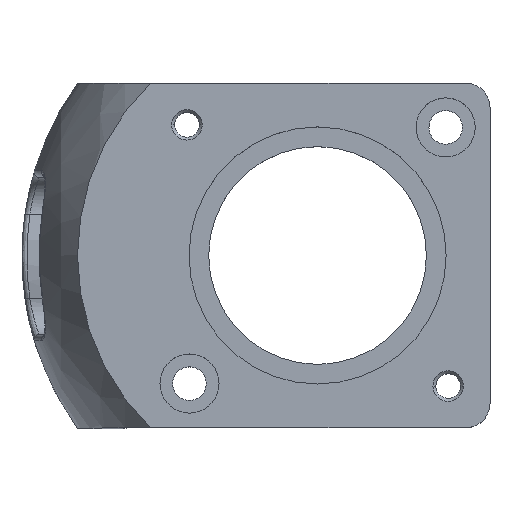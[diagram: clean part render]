
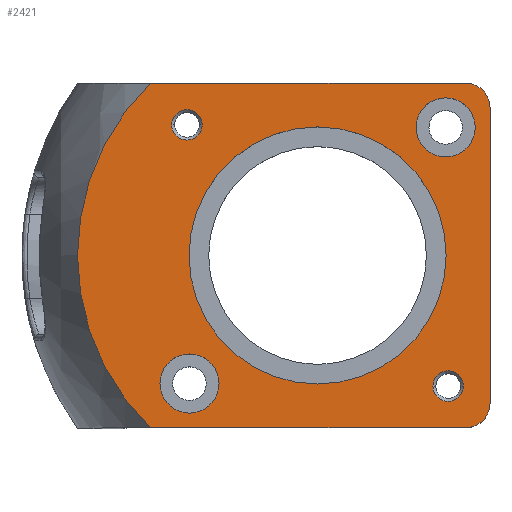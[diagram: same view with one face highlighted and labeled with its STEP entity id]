
A CAD part, top view. The second image highlights one B-rep face of the part: STEP entity #2421.
In plain terms, the highlighted planar face has unit normal (0, 0, 1).
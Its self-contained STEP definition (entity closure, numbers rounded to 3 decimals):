
#4 = VERTEX_POINT ( 'NONE', #2924 ) ;
#7 = VERTEX_POINT ( 'NONE', #3921 ) ;
#32 = AXIS2_PLACEMENT_3D ( 'NONE', #1153, #2551, #549 ) ;
#34 = CIRCLE ( 'NONE', #2641, 13.05 ) ;
#52 = AXIS2_PLACEMENT_3D ( 'NONE', #459, #3903, #224 ) ;
#86 = ORIENTED_EDGE ( 'NONE', *, *, #3829, .F. ) ;
#91 = DIRECTION ( 'NONE',  ( 1., 0., 0. ) ) ;
#113 = CARTESIAN_POINT ( 'NONE',  ( -32.5, 215.5, 169.5 ) ) ;
#139 = DIRECTION ( 'NONE',  ( -1., 0., 0. ) ) ;
#142 = ORIENTED_EDGE ( 'NONE', *, *, #259, .F. ) ;
#146 = DIRECTION ( 'NONE',  ( 0., 0., 1. ) ) ;
#176 = CIRCLE ( 'NONE', #880, 24.367 ) ;
#205 = CARTESIAN_POINT ( 'NONE',  ( -20., 198., 169.5 ) ) ;
#224 = DIRECTION ( 'NONE',  ( -1., 0., 0. ) ) ;
#229 = CARTESIAN_POINT ( 'NONE',  ( -5., 180.5, 169.5 ) ) ;
#259 = EDGE_CURVE ( 'NONE', #1930, #1488, #2231, .T. ) ;
#267 = EDGE_CURVE ( 'NONE', #2973, #718, #2883, .T. ) ;
#295 = CARTESIAN_POINT ( 'NONE',  ( -7., 211., 169.5 ) ) ;
#377 = CIRCLE ( 'NONE', #4356, 1.55 ) ;
#400 = DIRECTION ( 'NONE',  ( 1., 0., 0. ) ) ;
#403 = CARTESIAN_POINT ( 'NONE',  ( -6.742, 184.742, 169.5 ) ) ;
#443 = DIRECTION ( 'NONE',  ( 0., 0., -1. ) ) ;
#445 = AXIS2_PLACEMENT_3D ( 'NONE', #999, #1676, #767 ) ;
#448 = DIRECTION ( 'NONE',  ( 1., 0., 0. ) ) ;
#459 = CARTESIAN_POINT ( 'NONE',  ( -5., 183., 169.5 ) ) ;
#461 = DIRECTION ( 'NONE',  ( 0., 0., -1. ) ) ;
#467 = EDGE_CURVE ( 'NONE', #1318, #1007, #1549, .T. ) ;
#532 = CIRCLE ( 'NONE', #52, 2.5 ) ;
#549 = DIRECTION ( 'NONE',  ( 1., 0., 0. ) ) ;
#579 = CARTESIAN_POINT ( 'NONE',  ( -7., 211., 169.5 ) ) ;
#600 = FACE_OUTER_BOUND ( 'NONE', #4198, .T. ) ;
#625 = CARTESIAN_POINT ( 'NONE',  ( -10., 211., 169.5 ) ) ;
#718 = VERTEX_POINT ( 'NONE', #625 ) ;
#758 = DIRECTION ( 'NONE',  ( -1., 0., 0. ) ) ;
#767 = DIRECTION ( 'NONE',  ( -1., 0., 0. ) ) ;
#790 = ORIENTED_EDGE ( 'NONE', *, *, #4175, .F. ) ;
#835 = EDGE_LOOP ( 'NONE', ( #2026, #1224 ) ) ;
#880 = AXIS2_PLACEMENT_3D ( 'NONE', #2336, #1323, #4065 ) ;
#884 = VERTEX_POINT ( 'NONE', #1070 ) ;
#893 = CARTESIAN_POINT ( 'NONE',  ( -2.5, 213., 169.5 ) ) ;
#930 = ORIENTED_EDGE ( 'NONE', *, *, #2348, .T. ) ;
#983 = EDGE_CURVE ( 'NONE', #1930, #4043, #4072, .T. ) ;
#999 = CARTESIAN_POINT ( 'NONE',  ( -33.258, 211.258, 169.5 ) ) ;
#1007 = VERTEX_POINT ( 'NONE', #2226 ) ;
#1021 = FACE_BOUND ( 'NONE', #835, .T. ) ;
#1023 = CARTESIAN_POINT ( 'NONE',  ( -32.5, 180.5, 169.5 ) ) ;
#1052 = CARTESIAN_POINT ( 'NONE',  ( -36.956, 180.5, 169.5 ) ) ;
#1070 = CARTESIAN_POINT ( 'NONE',  ( -30., 185., 169.5 ) ) ;
#1088 = CIRCLE ( 'NONE', #2090, 1.55 ) ;
#1102 = ORIENTED_EDGE ( 'NONE', *, *, #4166, .F. ) ;
#1147 = CARTESIAN_POINT ( 'NONE',  ( -4., 211., 169.5 ) ) ;
#1153 = CARTESIAN_POINT ( 'NONE',  ( -33., 185., 169.5 ) ) ;
#1163 = AXIS2_PLACEMENT_3D ( 'NONE', #3640, #3703, #1617 ) ;
#1165 = AXIS2_PLACEMENT_3D ( 'NONE', #1743, #1413, #758 ) ;
#1215 = EDGE_CURVE ( 'NONE', #1556, #4043, #4179, .T. ) ;
#1224 = ORIENTED_EDGE ( 'NONE', *, *, #3752, .T. ) ;
#1291 = VERTEX_POINT ( 'NONE', #2069 ) ;
#1310 = CIRCLE ( 'NONE', #3775, 3. ) ;
#1318 = VERTEX_POINT ( 'NONE', #2887 ) ;
#1321 = FACE_BOUND ( 'NONE', #3013, .T. ) ;
#1323 = DIRECTION ( 'NONE',  ( 0., 0., -1. ) ) ;
#1363 = FACE_BOUND ( 'NONE', #2676, .T. ) ;
#1382 = CIRCLE ( 'NONE', #32, 3. ) ;
#1413 = DIRECTION ( 'NONE',  ( 0., 0., 1. ) ) ;
#1417 = DIRECTION ( 'NONE',  ( 0., 0., 1. ) ) ;
#1454 = EDGE_CURVE ( 'NONE', #1773, #4, #3639, .T. ) ;
#1488 = VERTEX_POINT ( 'NONE', #4024 ) ;
#1549 = CIRCLE ( 'NONE', #2043, 1.55 ) ;
#1556 = VERTEX_POINT ( 'NONE', #4207 ) ;
#1565 = DIRECTION ( 'NONE',  ( 0., 0., 1. ) ) ;
#1617 = DIRECTION ( 'NONE',  ( 0., -1., 0. ) ) ;
#1673 = ORIENTED_EDGE ( 'NONE', *, *, #2619, .T. ) ;
#1676 = DIRECTION ( 'NONE',  ( 0., 0., -1. ) ) ;
#1743 = CARTESIAN_POINT ( 'NONE',  ( -5., 213., 169.5 ) ) ;
#1766 = FACE_BOUND ( 'NONE', #2540, .T. ) ;
#1773 = VERTEX_POINT ( 'NONE', #2823 ) ;
#1806 = EDGE_CURVE ( 'NONE', #884, #7, #1310, .T. ) ;
#1930 = VERTEX_POINT ( 'NONE', #893 ) ;
#1968 = CIRCLE ( 'NONE', #4229, 3. ) ;
#2026 = ORIENTED_EDGE ( 'NONE', *, *, #467, .T. ) ;
#2043 = AXIS2_PLACEMENT_3D ( 'NONE', #3503, #461, #2183 ) ;
#2052 = CARTESIAN_POINT ( 'NONE',  ( -5., 215.5, 169.5 ) ) ;
#2069 = CARTESIAN_POINT ( 'NONE',  ( -34.808, 211.258, 169.5 ) ) ;
#2090 = AXIS2_PLACEMENT_3D ( 'NONE', #3270, #443, #4141 ) ;
#2146 = VERTEX_POINT ( 'NONE', #1052 ) ;
#2149 = ORIENTED_EDGE ( 'NONE', *, *, #983, .T. ) ;
#2183 = DIRECTION ( 'NONE',  ( -1., 0., 0. ) ) ;
#2210 = CARTESIAN_POINT ( 'NONE',  ( -2.5, 180.5, 169.5 ) ) ;
#2219 = ORIENTED_EDGE ( 'NONE', *, *, #1215, .F. ) ;
#2226 = CARTESIAN_POINT ( 'NONE',  ( -8.292, 184.742, 169.5 ) ) ;
#2231 = LINE ( 'NONE', #2210, #4236 ) ;
#2266 = FACE_BOUND ( 'NONE', #2520, .T. ) ;
#2278 = ORIENTED_EDGE ( 'NONE', *, *, #2618, .F. ) ;
#2292 = DIRECTION ( 'NONE',  ( 0., 0., 1. ) ) ;
#2336 = CARTESIAN_POINT ( 'NONE',  ( -20., 198., 169.5 ) ) ;
#2348 = EDGE_CURVE ( 'NONE', #1291, #4190, #1088, .T. ) ;
#2421 = ADVANCED_FACE ( 'NONE', ( #2266, #1766, #1321, #1363, #1021, #600 ), #4044, .F. ) ;
#2435 = CIRCLE ( 'NONE', #445, 1.55 ) ;
#2436 = AXIS2_PLACEMENT_3D ( 'NONE', #205, #1565, #2909 ) ;
#2444 = DIRECTION ( 'NONE',  ( 0., 0., 1. ) ) ;
#2508 = VECTOR ( 'NONE', #400, 1000. ) ;
#2520 = EDGE_LOOP ( 'NONE', ( #86, #4331 ) ) ;
#2540 = EDGE_LOOP ( 'NONE', ( #2832, #2278 ) ) ;
#2549 = ORIENTED_EDGE ( 'NONE', *, *, #3588, .F. ) ;
#2551 = DIRECTION ( 'NONE',  ( 0., 0., 1. ) ) ;
#2618 = EDGE_CURVE ( 'NONE', #7, #884, #1382, .T. ) ;
#2619 = EDGE_CURVE ( 'NONE', #3974, #1488, #532, .T. ) ;
#2641 = AXIS2_PLACEMENT_3D ( 'NONE', #3506, #2444, #91 ) ;
#2660 = DIRECTION ( 'NONE',  ( -1., 0., 0. ) ) ;
#2676 = EDGE_LOOP ( 'NONE', ( #3010, #930 ) ) ;
#2823 = CARTESIAN_POINT ( 'NONE',  ( -33.05, 198., 169.5 ) ) ;
#2832 = ORIENTED_EDGE ( 'NONE', *, *, #1806, .F. ) ;
#2845 = DIRECTION ( 'NONE',  ( 0., -1., 0. ) ) ;
#2883 = CIRCLE ( 'NONE', #3517, 3. ) ;
#2887 = CARTESIAN_POINT ( 'NONE',  ( -5.192, 184.742, 169.5 ) ) ;
#2909 = DIRECTION ( 'NONE',  ( 1., 0., 0. ) ) ;
#2924 = CARTESIAN_POINT ( 'NONE',  ( -6.95, 198., 169.5 ) ) ;
#2962 = DIRECTION ( 'NONE',  ( 1., 0., 0. ) ) ;
#2973 = VERTEX_POINT ( 'NONE', #1147 ) ;
#3010 = ORIENTED_EDGE ( 'NONE', *, *, #4087, .T. ) ;
#3013 = EDGE_LOOP ( 'NONE', ( #3940, #2549 ) ) ;
#3019 = LINE ( 'NONE', #1023, #4295 ) ;
#3124 = DIRECTION ( 'NONE',  ( 0., 0., -1. ) ) ;
#3270 = CARTESIAN_POINT ( 'NONE',  ( -33.258, 211.258, 169.5 ) ) ;
#3428 = CARTESIAN_POINT ( 'NONE',  ( -33., 185., 169.5 ) ) ;
#3503 = CARTESIAN_POINT ( 'NONE',  ( -6.742, 184.742, 169.5 ) ) ;
#3506 = CARTESIAN_POINT ( 'NONE',  ( -20., 198., 169.5 ) ) ;
#3517 = AXIS2_PLACEMENT_3D ( 'NONE', #579, #146, #4237 ) ;
#3588 = EDGE_CURVE ( 'NONE', #718, #2973, #1968, .T. ) ;
#3639 = CIRCLE ( 'NONE', #2436, 13.05 ) ;
#3640 = CARTESIAN_POINT ( 'NONE',  ( 0., 0., 169.5 ) ) ;
#3703 = DIRECTION ( 'NONE',  ( 0., 0., -1. ) ) ;
#3752 = EDGE_CURVE ( 'NONE', #1007, #1318, #377, .T. ) ;
#3775 = AXIS2_PLACEMENT_3D ( 'NONE', #3428, #1417, #448 ) ;
#3829 = EDGE_CURVE ( 'NONE', #4, #1773, #34, .T. ) ;
#3903 = DIRECTION ( 'NONE',  ( 0., 0., 1. ) ) ;
#3921 = CARTESIAN_POINT ( 'NONE',  ( -36., 185., 169.5 ) ) ;
#3940 = ORIENTED_EDGE ( 'NONE', *, *, #267, .F. ) ;
#3974 = VERTEX_POINT ( 'NONE', #229 ) ;
#4024 = CARTESIAN_POINT ( 'NONE',  ( -2.5, 183., 169.5 ) ) ;
#4043 = VERTEX_POINT ( 'NONE', #2052 ) ;
#4044 = PLANE ( 'NONE',  #1163 ) ;
#4065 = DIRECTION ( 'NONE',  ( -1., 0., 0. ) ) ;
#4072 = CIRCLE ( 'NONE', #1165, 2.5 ) ;
#4087 = EDGE_CURVE ( 'NONE', #4190, #1291, #2435, .T. ) ;
#4141 = DIRECTION ( 'NONE',  ( -1., 0., 0. ) ) ;
#4166 = EDGE_CURVE ( 'NONE', #2146, #1556, #176, .T. ) ;
#4174 = CARTESIAN_POINT ( 'NONE',  ( -31.708, 211.258, 169.5 ) ) ;
#4175 = EDGE_CURVE ( 'NONE', #3974, #2146, #3019, .T. ) ;
#4179 = LINE ( 'NONE', #113, #2508 ) ;
#4190 = VERTEX_POINT ( 'NONE', #4174 ) ;
#4198 = EDGE_LOOP ( 'NONE', ( #1102, #790, #1673, #142, #2149, #2219 ) ) ;
#4207 = CARTESIAN_POINT ( 'NONE',  ( -36.956, 215.5, 169.5 ) ) ;
#4229 = AXIS2_PLACEMENT_3D ( 'NONE', #295, #2292, #2962 ) ;
#4236 = VECTOR ( 'NONE', #2845, 1000. ) ;
#4237 = DIRECTION ( 'NONE',  ( 1., 0., 0. ) ) ;
#4295 = VECTOR ( 'NONE', #2660, 1000. ) ;
#4331 = ORIENTED_EDGE ( 'NONE', *, *, #1454, .F. ) ;
#4356 = AXIS2_PLACEMENT_3D ( 'NONE', #403, #3124, #139 ) ;
